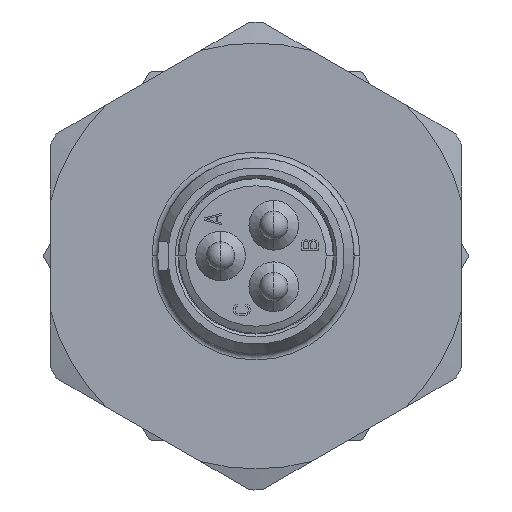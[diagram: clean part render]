
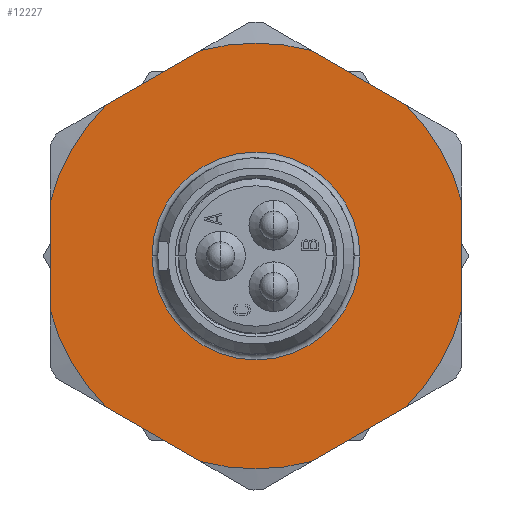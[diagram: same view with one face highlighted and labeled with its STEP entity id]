
A CAD part, left-side view. The second image highlights one B-rep face of the part: STEP entity #12227.
In plain terms, the highlighted planar face has unit normal (-1, 0, 0).
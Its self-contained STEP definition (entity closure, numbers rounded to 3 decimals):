
#1739=CARTESIAN_POINT('',(-34.391,20.785,
-20.785));
#1740=DIRECTION('',(-1.,0.,0.));
#1741=DIRECTION('',(0.,1.,0.));
#1742=AXIS2_PLACEMENT_3D('',#1739,#1740,#1741);
#1754=DIRECTION('',(0.,-0.866,0.5));
#1755=VECTOR('',#1754,7.737);
#1756=CARTESIAN_POINT('',(-34.391,31.385,
-10.162));
#1757=LINE('1455',#1756,#1755);
#1758=DIRECTION('',(0.,0.866,0.5));
#1759=VECTOR('',#1758,7.737);
#1760=CARTESIAN_POINT('',(-34.391,10.184,
-10.162));
#1761=LINE('1410',#1760,#1759);
#1762=DIRECTION('',(0.,0.,-1.));
#1763=VECTOR('',#1762,7.737);
#1764=CARTESIAN_POINT('',(-34.391,6.285,
-16.916));
#1765=LINE('1432',#1764,#1763);
#1766=DIRECTION('',(0.,0.866,-0.5));
#1767=VECTOR('',#1766,7.737);
#1768=CARTESIAN_POINT('',(-34.391,10.184,
-31.408));
#1769=LINE('1456',#1768,#1767);
#1770=DIRECTION('',(0.,-0.866,-0.5));
#1771=VECTOR('',#1770,7.737);
#1772=CARTESIAN_POINT('',(-34.391,31.385,
-31.408));
#1773=LINE('1409',#1772,#1771);
#1774=DIRECTION('',(0.,0.,-1.));
#1775=VECTOR('',#1774,7.737);
#1776=CARTESIAN_POINT('',(-34.391,35.285,
-16.916));
#1777=LINE('1431',#1776,#1775);
#1789=CARTESIAN_POINT('',(-34.391,24.684,
-6.293));
#1801=CARTESIAN_POINT('',(-34.391,31.385,
-10.162));
#1848=CARTESIAN_POINT('',(-34.391,20.785,
-20.785));
#1849=DIRECTION('',(-1.,0.,0.));
#1850=DIRECTION('',(0.,0.706,0.708));
#1851=AXIS2_PLACEMENT_3D('',#1848,#1849,#1850);
#1869=CARTESIAN_POINT('',(-34.391,35.285,
-16.916));
#1881=CARTESIAN_POINT('',(-34.391,35.285,
-24.653));
#1894=CARTESIAN_POINT('',(-34.391,20.785,
-20.785));
#1895=DIRECTION('',(-1.,0.,0.));
#1896=DIRECTION('',(0.,0.966,-0.258));
#1897=AXIS2_PLACEMENT_3D('',#1894,#1895,#1896);
#1955=CARTESIAN_POINT('',(-34.391,20.785,
-20.785));
#1956=DIRECTION('',(-1.,0.,0.));
#1957=DIRECTION('',(0.,0.26,-0.966));
#1958=AXIS2_PLACEMENT_3D('',#1955,#1956,#1957);
#1971=CARTESIAN_POINT('',(-34.391,16.885,
-35.276));
#1983=CARTESIAN_POINT('',(-34.391,10.184,
-31.408));
#2006=CARTESIAN_POINT('',(-34.391,20.785,
-20.785));
#2007=DIRECTION('',(-1.,0.,0.));
#2008=DIRECTION('',(0.,-0.706,-0.708));
#2009=AXIS2_PLACEMENT_3D('',#2006,#2007,#2008);
#2027=CARTESIAN_POINT('',(-34.391,6.285,
-24.653));
#2039=CARTESIAN_POINT('',(-34.391,6.285,
-16.916));
#2062=CARTESIAN_POINT('',(-34.391,20.785,
-20.785));
#2063=DIRECTION('',(-1.,0.,0.));
#2064=DIRECTION('',(0.,-0.966,0.258));
#2065=AXIS2_PLACEMENT_3D('',#2062,#2063,#2064);
#2083=CARTESIAN_POINT('',(-34.391,10.184,
-10.162));
#2095=CARTESIAN_POINT('',(-34.391,16.885,
-6.293));
#2123=CARTESIAN_POINT('',(-34.391,20.785,
-20.785));
#2124=DIRECTION('',(-1.,0.,0.));
#2125=DIRECTION('',(0.,-0.26,0.966));
#2126=AXIS2_PLACEMENT_3D('',#2123,#2124,#2125);
#7494=CARTESIAN_POINT('',(-34.391,20.785,
-20.785));
#7495=DIRECTION('',(-1.,0.,0.));
#7496=DIRECTION('',(0.,-1.,0.));
#7497=AXIS2_PLACEMENT_3D('',#7494,#7495,#7496);
#8352=VERTEX_POINT('',#2095);
#8353=VERTEX_POINT('',#2083);
#8354=CARTESIAN_POINT('',(-34.391,31.385,
-31.408));
#8355=CARTESIAN_POINT('',(-34.391,24.684,
-35.276));
#8356=VERTEX_POINT('',#8354);
#8357=VERTEX_POINT('',#8355);
#8384=VERTEX_POINT('',#1881);
#8385=VERTEX_POINT('',#1869);
#8386=VERTEX_POINT('',#2039);
#8387=VERTEX_POINT('',#2027);
#8408=VERTEX_POINT('',#1801);
#8409=VERTEX_POINT('',#1789);
#8410=VERTEX_POINT('',#1983);
#8411=VERTEX_POINT('',#1971);
#8560=CARTESIAN_POINT('',(-34.391,13.46,
-20.785));
#8561=CARTESIAN_POINT('',(-34.391,28.11,
-20.785));
#8562=VERTEX_POINT('',#8560);
#8563=VERTEX_POINT('',#8561);
#12191=CARTESIAN_POINT('',(-34.391,20.785,
-20.785));
#12192=DIRECTION('',(1.,0.,0.));
#12193=DIRECTION('',(0.,-1.,0.));
#12194=AXIS2_PLACEMENT_3D('',#12191,#12192,#12193);
#12195=PLANE('474',#12194);
#12197=ORIENTED_EDGE('1455',*,*,#12196,.T.);
#12199=ORIENTED_EDGE('1465',*,*,#12198,.F.);
#12201=ORIENTED_EDGE('1410',*,*,#12200,.F.);
#12203=ORIENTED_EDGE('1440',*,*,#12202,.F.);
#12205=ORIENTED_EDGE('1432',*,*,#12204,.T.);
#12207=ORIENTED_EDGE('1472',*,*,#12206,.F.);
#12209=ORIENTED_EDGE('1456',*,*,#12208,.T.);
#12211=ORIENTED_EDGE('1471',*,*,#12210,.F.);
#12213=ORIENTED_EDGE('1409',*,*,#12212,.F.);
#12215=ORIENTED_EDGE('1437',*,*,#12214,.F.);
#12217=ORIENTED_EDGE('1431',*,*,#12216,.F.);
#12219=ORIENTED_EDGE('1466',*,*,#12218,.F.);
#12220=EDGE_LOOP('474',(#12197,#12199,#12201,#12203,#12205,#12207,#12209,#12211,
#12213,#12215,#12217,#12219));
#12221=FACE_OUTER_BOUND('474',#12220,.F.);
#12223=ORIENTED_EDGE('1616',*,*,#12222,.T.);
#12224=ORIENTED_EDGE('1618',*,*,#12174,.T.);
#12225=EDGE_LOOP('474',(#12223,#12224));
#12226=FACE_BOUND('474',#12225,.F.);
#1743=CIRCLE('1618',#1742,7.325);
#1852=CIRCLE('1466',#1851,15.007);
#1898=CIRCLE('1437',#1897,15.007);
#1959=CIRCLE('1471',#1958,15.007);
#2010=CIRCLE('1472',#2009,15.007);
#2066=CIRCLE('1440',#2065,15.007);
#2127=CIRCLE('1465',#2126,15.007);
#7498=CIRCLE('1616',#7497,7.325);
#12174=EDGE_CURVE('1618',#8563,#8562,#1743,.T.);
#12196=EDGE_CURVE('1455',#8408,#8409,#1757,.T.);
#12198=EDGE_CURVE('1465',#8352,#8409,#2127,.T.);
#12200=EDGE_CURVE('1410',#8353,#8352,#1761,.T.);
#12202=EDGE_CURVE('1440',#8386,#8353,#2066,.T.);
#12204=EDGE_CURVE('1432',#8386,#8387,#1765,.T.);
#12206=EDGE_CURVE('1472',#8410,#8387,#2010,.T.);
#12208=EDGE_CURVE('1456',#8410,#8411,#1769,.T.);
#12210=EDGE_CURVE('1471',#8357,#8411,#1959,.T.);
#12212=EDGE_CURVE('1409',#8356,#8357,#1773,.T.);
#12214=EDGE_CURVE('1437',#8384,#8356,#1898,.T.);
#12216=EDGE_CURVE('1431',#8385,#8384,#1777,.T.);
#12218=EDGE_CURVE('1466',#8408,#8385,#1852,.T.);
#12222=EDGE_CURVE('1616',#8562,#8563,#7498,.T.);
#12227=ADVANCED_FACE('474',(#12221,#12226),#12195,.F.);
